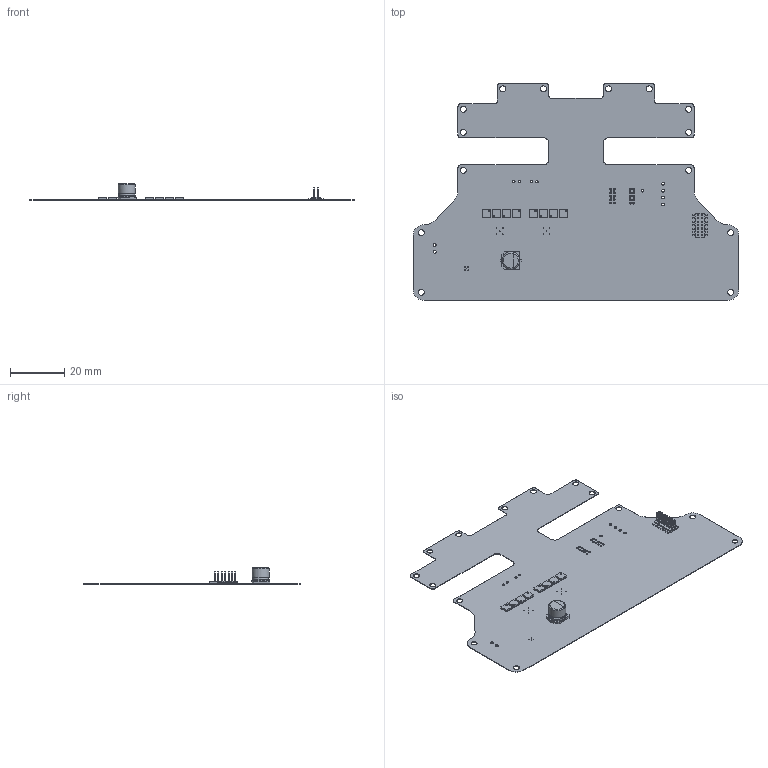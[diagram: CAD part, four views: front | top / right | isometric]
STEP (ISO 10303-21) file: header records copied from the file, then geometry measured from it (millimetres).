
FILE_DESCRIPTION(('KiCad electronic assembly'),'2;1');
FILE_NAME('MainBoard_v1.step','2021-05-21T16:12:39',('An Author'),( 'A Company'),'Open CASCADE STEP processor 6.9', 'KiCad to STEP converter','Unknown');
FILE_SCHEMA(('AUTOMOTIVE_DESIGN { 1 0 10303 214 1 1 1 1 }'));
Length unit declared in the file: millimetre
Products named in the file (8): Open CASCADE STEP translator 6.9 1; DFN-8-1EP_3x3mm_P0.65mm_EP1.55x2.4mm; SOLID; CP_Elec_6.3x5.9; PinHeader_2x07_P1.27mm_Vertical_SMD; COMPOUND
Assembly tree (14 placements, depth 3):
  Open CASCADE STEP translator 6.9 1
    DFN-8-1EP_3x3mm_P0.65mm_EP1.55x2.4mm  x8
      SOLID
    CP_Elec_6.3x5.9
      SOLID
    PinHeader_2x07_P1.27mm_Vertical_SMD
      SOLID
    COMPOUND
Bounding box: 120 x 80 x 6.15 mm (x, y, z)
Volume: 1648.4 mm3; surface area: 14602.3 mm2
Topology: 11 solids, 11 shells, 963 faces, 2607 edges, 1697 vertices
Faces by surface type: plane 774, cylinder 182, torus 4, bspline 2, revolution 1
Full cylindrical faces by diameter (mm): 0.2 x15, 0.5 x8, 0.65 x20, 0.85 x4, 1 x5, 1.1 x2, 2.2 x14, 6.3 x2
Entity records: 37924 total; most frequent: CARTESIAN_POINT 6199, DIRECTION 5457, LINE 3667, VECTOR 3667, ORIENTED_EDGE 2778, PCURVE 2778, DEFINITIONAL_REPRESENTATION 2778, EDGE_CURVE 1389
